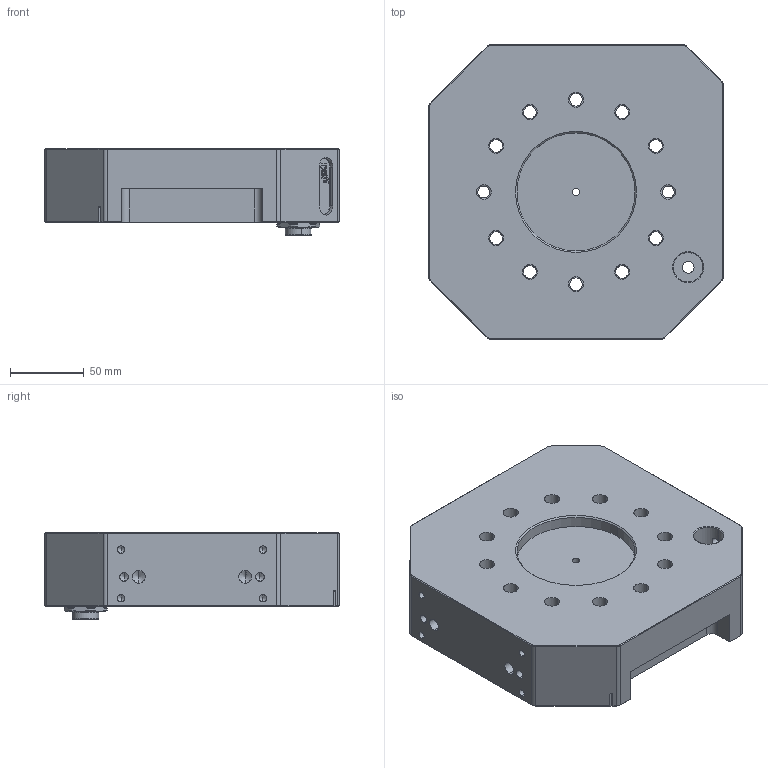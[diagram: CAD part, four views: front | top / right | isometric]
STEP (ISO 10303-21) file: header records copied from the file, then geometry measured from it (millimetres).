
FILE_DESCRIPTION (( 'STEP AP214' ), '1' );
FILE_NAME ('P7723.STEP', '2023-09-15T06:06:42', ( '' ), ( '' ), 'SwSTEP 2.0', 'SolidWorks 2021', '' );
FILE_SCHEMA (( 'AUTOMOTIVE_DESIGN' ));
Length unit declared in the file: millimetre
Products named in the file (1): P7723
Bounding box: 200 x 200 x 58.8 mm (x, y, z)
Volume: 1475484.4 mm3; surface area: 215448.8 mm2
Topology: 9 solids, 9 shells, 799 faces, 2011 edges, 1265 vertices
Faces by surface type: plane 310, cylinder 225, cone 126, bspline 106, torus 32
Entity records: 38034 total; most frequent: CARTESIAN_POINT 10501, ORIENTED_EDGE 3922, DIRECTION 3628, EDGE_CURVE 1961, VERTEX_POINT 1265, AXIS2_PLACEMENT_3D 1257, VECTOR 1114, LINE 1114
